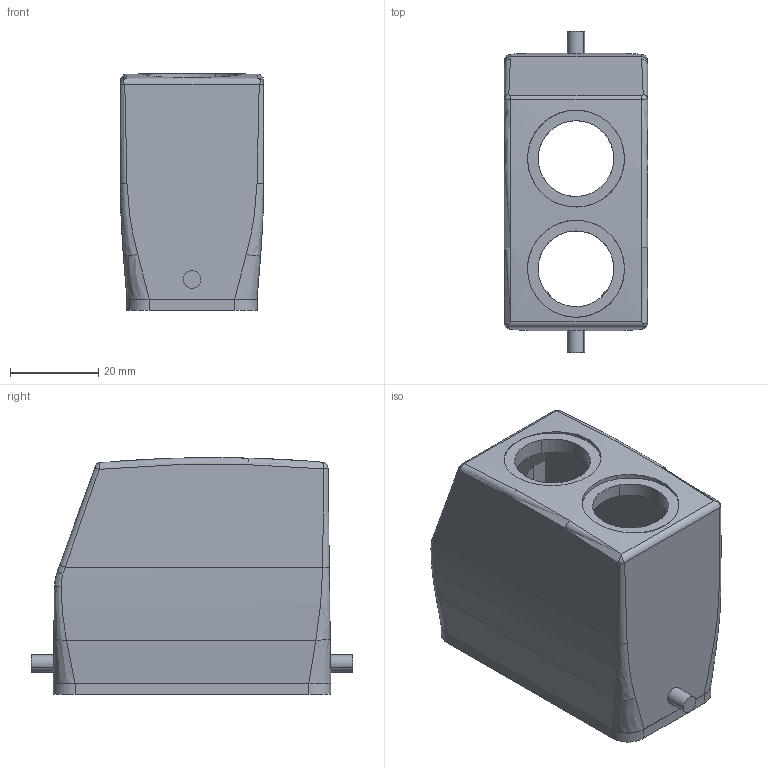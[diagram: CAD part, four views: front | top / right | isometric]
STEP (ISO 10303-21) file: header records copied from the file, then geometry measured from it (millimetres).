
FILE_DESCRIPTION(('CATIA V5 STEP Exchange','CAx-IF Rec.Pracs.--- Model Styling and Organization---1.4--- 2014-01-23'),'2;1');
FILE_NAME ('020286-5_2', '2019-10-31T08:46:20+00:00', ('none'), ('Weidmueller'), 'CATIA Version 5-6 Release 2016 SP3 HF44', 'CATIA V5 STEP AP214', 'none');
FILE_SCHEMA(('AUTOMOTIVE_DESIGN { 1 0 10303 214 1 1 1 1 }'));
Length unit declared in the file: millimetre
Products named in the file (1): 1746170000
Bounding box: 32.5 x 73 x 53.7 mm (x, y, z)
Volume: 37084.8 mm3; surface area: 21471.4 mm2
Topology: 2 solids, 2 shells, 113 faces, 305 edges, 202 vertices
Faces by surface type: cylinder 44, plane 43, bspline 22, cone 2, torus 2
Entity records: 5623 total; most frequent: CARTESIAN_POINT 3124, ORIENTED_EDGE 606, DIRECTION 329, EDGE_CURVE 303, VERTEX_POINT 202, AXIS2_PLACEMENT_3D 134, VECTOR 129, LINE 129
